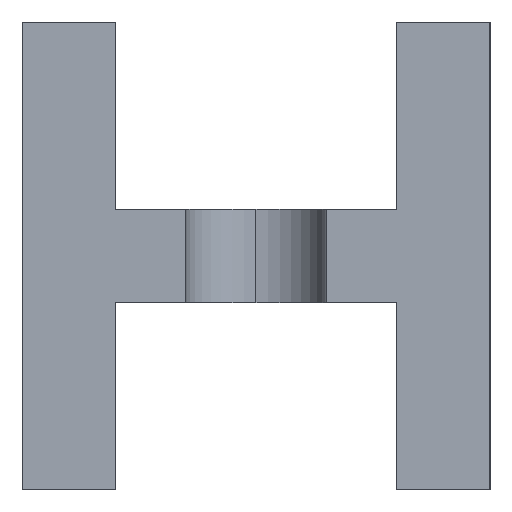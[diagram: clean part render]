
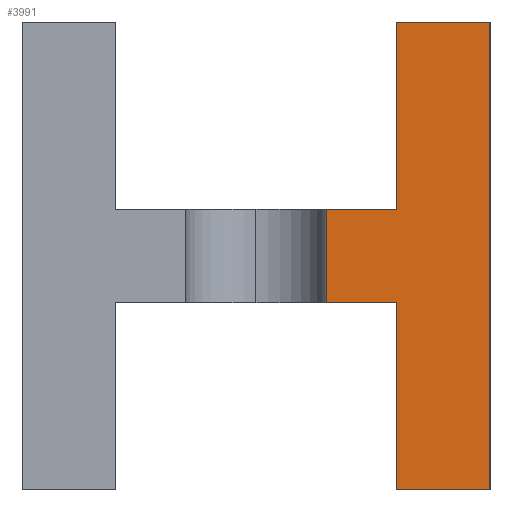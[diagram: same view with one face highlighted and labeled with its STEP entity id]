
A CAD part, left-side view. The second image highlights one B-rep face of the part: STEP entity #3991.
In plain terms, the highlighted planar face has unit normal (-1, 0, 0).
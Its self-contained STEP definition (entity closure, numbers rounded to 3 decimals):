
#45 = EDGE_CURVE ( 'NONE', #1678, #3383, #3792, .T. ) ;
#76 = LINE ( 'NONE', #3763, #2687 ) ;
#258 = CARTESIAN_POINT ( 'NONE',  ( 0., 2., 4. ) ) ;
#285 = EDGE_CURVE ( 'NONE', #3383, #3231, #2057, .T. ) ;
#387 = VERTEX_POINT ( 'NONE', #3839 ) ;
#476 = DIRECTION ( 'NONE',  ( 0., 0., 1. ) ) ;
#568 = CARTESIAN_POINT ( 'NONE',  ( 0., 2., 4. ) ) ;
#595 = LINE ( 'NONE', #568, #4134 ) ;
#626 = CARTESIAN_POINT ( 'NONE',  ( 0., 0., 10. ) ) ;
#668 = VERTEX_POINT ( 'NONE', #626 ) ;
#815 = PLANE ( 'NONE',  #3627 ) ;
#1095 = CARTESIAN_POINT ( 'NONE',  ( 0., 0., 0. ) ) ;
#1221 = EDGE_CURVE ( 'NONE', #3723, #1986, #1844, .T. ) ;
#1329 = VECTOR ( 'NONE', #1606, 1000. ) ;
#1341 = LINE ( 'NONE', #2027, #3014 ) ;
#1395 = CARTESIAN_POINT ( 'NONE',  ( 0., 8., 4. ) ) ;
#1406 = DIRECTION ( 'NONE',  ( 0., 1., 0. ) ) ;
#1509 = VECTOR ( 'NONE', #2707, 1000. ) ;
#1606 = DIRECTION ( 'NONE',  ( 0., -1., 0. ) ) ;
#1645 = CARTESIAN_POINT ( 'NONE',  ( 0., 2., 10. ) ) ;
#1665 = CARTESIAN_POINT ( 'NONE',  ( 0., 0., 10. ) ) ;
#1678 = VERTEX_POINT ( 'NONE', #258 ) ;
#1835 = EDGE_CURVE ( 'NONE', #3231, #387, #1341, .T. ) ;
#1844 = LINE ( 'NONE', #2690, #1509 ) ;
#1950 = VECTOR ( 'NONE', #3076, 1000. ) ;
#1986 = VERTEX_POINT ( 'NONE', #4140 ) ;
#2027 = CARTESIAN_POINT ( 'NONE',  ( 0., 2., 6. ) ) ;
#2057 = LINE ( 'NONE', #3818, #1950 ) ;
#2152 = ORIENTED_EDGE ( 'NONE', *, *, #1835, .F. ) ;
#2171 = ORIENTED_EDGE ( 'NONE', *, *, #4010, .F. ) ;
#2177 = ORIENTED_EDGE ( 'NONE', *, *, #3586, .F. ) ;
#2206 = ORIENTED_EDGE ( 'NONE', *, *, #4070, .F. ) ;
#2209 = ORIENTED_EDGE ( 'NONE', *, *, #1221, .F. ) ;
#2211 = DIRECTION ( 'NONE',  ( 0., -1., 0. ) ) ;
#2214 = ORIENTED_EDGE ( 'NONE', *, *, #2427, .F. ) ;
#2217 = FACE_OUTER_BOUND ( 'NONE', #3261, .T. ) ;
#2227 = ORIENTED_EDGE ( 'NONE', *, *, #45, .F. ) ;
#2275 = ORIENTED_EDGE ( 'NONE', *, *, #285, .F. ) ;
#2324 = LINE ( 'NONE', #1665, #1329 ) ;
#2427 = EDGE_CURVE ( 'NONE', #1986, #1678, #595, .T. ) ;
#2687 = VECTOR ( 'NONE', #3374, 1000. ) ;
#2690 = CARTESIAN_POINT ( 'NONE',  ( 0., 2., 0. ) ) ;
#2707 = DIRECTION ( 'NONE',  ( 0., 1., 0. ) ) ;
#2724 = CARTESIAN_POINT ( 'NONE',  ( 0., 3.5, 4. ) ) ;
#2896 = VECTOR ( 'NONE', #4193, 1000. ) ;
#2998 = LINE ( 'NONE', #4172, #2896 ) ;
#3014 = VECTOR ( 'NONE', #2211, 1000. ) ;
#3025 = DIRECTION ( 'NONE',  ( -1., 0., 0. ) ) ;
#3076 = DIRECTION ( 'NONE',  ( 0., 0., 1. ) ) ;
#3231 = VERTEX_POINT ( 'NONE', #3533 ) ;
#3261 = EDGE_LOOP ( 'NONE', ( #2275, #2227, #2214, #2209, #2206, #2177, #2171, #2152 ) ) ;
#3374 = DIRECTION ( 'NONE',  ( 0., 0., -1. ) ) ;
#3383 = VERTEX_POINT ( 'NONE', #2724 ) ;
#3472 = VECTOR ( 'NONE', #1406, 1000. ) ;
#3533 = CARTESIAN_POINT ( 'NONE',  ( 0., 3.5, 6. ) ) ;
#3586 = EDGE_CURVE ( 'NONE', #4251, #668, #2324, .T. ) ;
#3627 = AXIS2_PLACEMENT_3D ( 'NONE', #4346, #3025, #4432 ) ;
#3723 = VERTEX_POINT ( 'NONE', #1095 ) ;
#3763 = CARTESIAN_POINT ( 'NONE',  ( 0., 0., 0. ) ) ;
#3792 = LINE ( 'NONE', #1395, #3472 ) ;
#3818 = CARTESIAN_POINT ( 'NONE',  ( 0., 3.5, 4. ) ) ;
#3839 = CARTESIAN_POINT ( 'NONE',  ( 0., 2., 6. ) ) ;
#3991 = ADVANCED_FACE ( 'NONE', ( #2217 ), #815, .T. ) ;
#4010 = EDGE_CURVE ( 'NONE', #387, #4251, #2998, .T. ) ;
#4070 = EDGE_CURVE ( 'NONE', #668, #3723, #76, .T. ) ;
#4134 = VECTOR ( 'NONE', #476, 1000. ) ;
#4140 = CARTESIAN_POINT ( 'NONE',  ( 0., 2., 0. ) ) ;
#4172 = CARTESIAN_POINT ( 'NONE',  ( 0., 2., 10. ) ) ;
#4193 = DIRECTION ( 'NONE',  ( 0., 0., 1. ) ) ;
#4251 = VERTEX_POINT ( 'NONE', #1645 ) ;
#4346 = CARTESIAN_POINT ( 'NONE',  ( 0., 0., 0. ) ) ;
#4432 = DIRECTION ( 'NONE',  ( 0., 0., 1. ) ) ;
